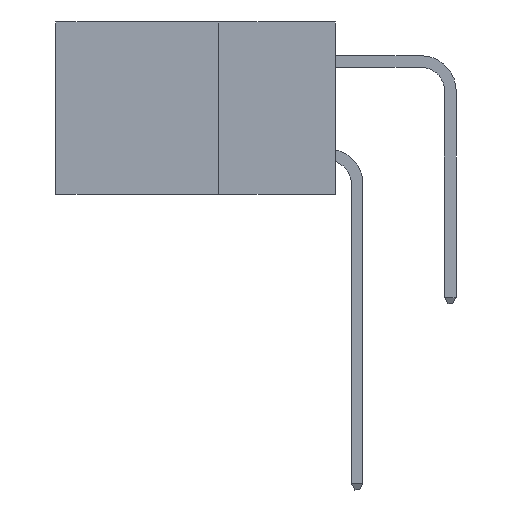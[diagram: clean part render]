
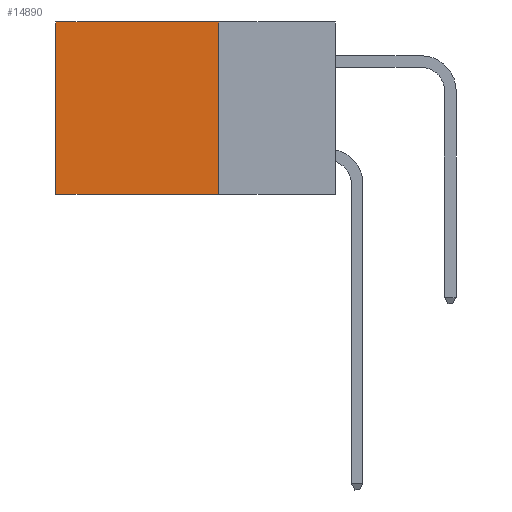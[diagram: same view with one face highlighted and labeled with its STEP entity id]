
A CAD part, left-side view. The second image highlights one B-rep face of the part: STEP entity #14890.
In plain terms, the highlighted planar face has unit normal (-1, 0, 0).
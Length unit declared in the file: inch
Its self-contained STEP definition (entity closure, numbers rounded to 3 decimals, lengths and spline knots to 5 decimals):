
#477 = CARTESIAN_POINT ( 'NONE',  ( 0.2875, 0.25, 0. ) ) ;
#526 = ORIENTED_EDGE ( 'NONE', *, *, #17965, .F. ) ;
#832 = VECTOR ( 'NONE', #6019, 39.37008 ) ;
#942 = DIRECTION ( 'NONE',  ( 1., 0., 0. ) ) ;
#1139 = VERTEX_POINT ( 'NONE', #4652 ) ;
#1532 = VERTEX_POINT ( 'NONE', #16115 ) ;
#1582 = VECTOR ( 'NONE', #2275, 39.37008 ) ;
#2105 = EDGE_LOOP ( 'NONE', ( #21426, #21136, #526, #21750 ) ) ;
#2259 = CARTESIAN_POINT ( 'NONE',  ( 0.2875, 0.25, 0. ) ) ;
#2275 = DIRECTION ( 'NONE',  ( 0., 1., 0. ) ) ;
#3118 = CARTESIAN_POINT ( 'NONE',  ( 0.2875, 0.25, -0.37 ) ) ;
#3144 = EDGE_CURVE ( 'NONE', #1139, #1532, #11336, .T. ) ;
#4652 = CARTESIAN_POINT ( 'NONE',  ( 0.2875, 0.25, 0. ) ) ;
#4687 = EDGE_CURVE ( 'NONE', #21061, #19743, #12070, .T. ) ;
#5496 = VECTOR ( 'NONE', #8459, 39.37008 ) ;
#5668 = LINE ( 'NONE', #11298, #832 ) ;
#6019 = DIRECTION ( 'NONE',  ( 0., 0., -1. ) ) ;
#6303 = FACE_OUTER_BOUND ( 'NONE', #2105, .T. ) ;
#8459 = DIRECTION ( 'NONE',  ( 0., 0., -1. ) ) ;
#8806 = VECTOR ( 'NONE', #14589, 39.37008 ) ;
#11298 = CARTESIAN_POINT ( 'NONE',  ( 0.2875, 0.6, 0. ) ) ;
#11336 = LINE ( 'NONE', #16454, #8806 ) ;
#12070 = LINE ( 'NONE', #13129, #1582 ) ;
#13129 = CARTESIAN_POINT ( 'NONE',  ( 0.2875, 0.25, -0.37 ) ) ;
#13651 = DIRECTION ( 'NONE',  ( 0., 0., -1. ) ) ;
#14589 = DIRECTION ( 'NONE',  ( 0., 1., 0. ) ) ;
#14890 = ADVANCED_FACE ( 'NONE', ( #6303 ), #18695, .F. ) ;
#15180 = LINE ( 'NONE', #2259, #5496 ) ;
#16115 = CARTESIAN_POINT ( 'NONE',  ( 0.2875, 0.6, 0. ) ) ;
#16454 = CARTESIAN_POINT ( 'NONE',  ( 0.2875, 0.25, 0. ) ) ;
#17965 = EDGE_CURVE ( 'NONE', #1139, #21061, #15180, .T. ) ;
#18695 = PLANE ( 'NONE',  #19948 ) ;
#19462 = CARTESIAN_POINT ( 'NONE',  ( 0.2875, 0.6, -0.37 ) ) ;
#19743 = VERTEX_POINT ( 'NONE', #19462 ) ;
#19948 = AXIS2_PLACEMENT_3D ( 'NONE', #477, #942, #13651 ) ;
#20788 = EDGE_CURVE ( 'NONE', #1532, #19743, #5668, .T. ) ;
#21061 = VERTEX_POINT ( 'NONE', #3118 ) ;
#21136 = ORIENTED_EDGE ( 'NONE', *, *, #4687, .F. ) ;
#21426 = ORIENTED_EDGE ( 'NONE', *, *, #20788, .T. ) ;
#21750 = ORIENTED_EDGE ( 'NONE', *, *, #3144, .T. ) ;
